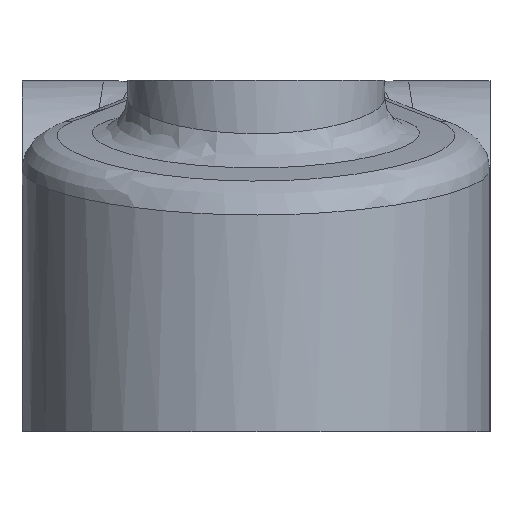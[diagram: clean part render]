
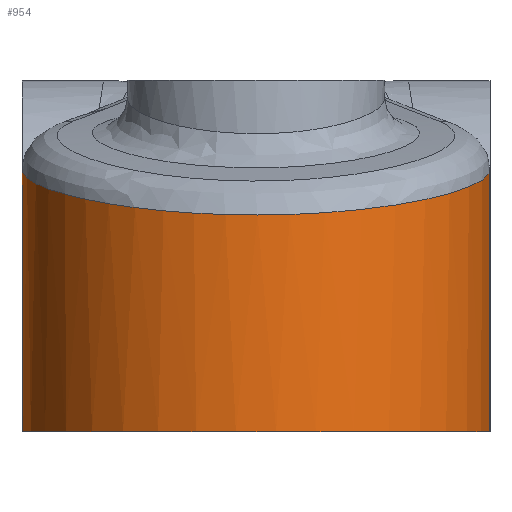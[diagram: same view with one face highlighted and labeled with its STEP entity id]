
A CAD part, left-side view. The second image highlights one B-rep face of the part: STEP entity #954.
In plain terms, the highlighted cylindrical face has radius 20 mm (diameter 40 mm), a partial arc.
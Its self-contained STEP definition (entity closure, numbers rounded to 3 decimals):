
#75=LINE('',#1730,#91);
#76=LINE('',#1759,#92);
#91=VECTOR('',#1164,1000.);
#92=VECTOR('',#1167,1000.);
#111=CIRCLE('',#1047,20.);
#212=ORIENTED_EDGE('',*,*,#496,.F.);
#213=ORIENTED_EDGE('',*,*,#497,.T.);
#214=ORIENTED_EDGE('',*,*,#498,.T.);
#215=ORIENTED_EDGE('',*,*,#499,.F.);
#496=EDGE_CURVE('',#638,#635,#75,.T.);
#497=EDGE_CURVE('',#638,#639,#710,.T.);
#498=EDGE_CURVE('',#639,#640,#76,.T.);
#499=EDGE_CURVE('',#635,#640,#111,.T.);
#635=VERTEX_POINT('',#1714);
#638=VERTEX_POINT('',#1729);
#639=VERTEX_POINT('',#1758);
#640=VERTEX_POINT('',#1760);
#710=B_SPLINE_CURVE_WITH_KNOTS('',3,(#1732,#1733,#1734,#1735,#1736,#1737,
#1738,#1739,#1740,#1741,#1742,#1743,#1744,#1745,#1746,#1747,#1748,#1749,
#1750,#1751,#1752,#1753,#1754,#1755,#1756,#1757),.UNSPECIFIED.,.F.,.F.,
(4,1,1,1,1,1,1,1,1,1,1,1,1,1,1,1,1,1,1,1,1,1,1,4),(0.,0.005,
0.01,0.015,0.018,0.02,
0.025,0.028,0.03,0.035,
0.038,0.04,0.045,0.048,
0.05,0.055,0.058,0.06,
0.065,0.068,0.07,0.073,
0.075,0.08),.UNSPECIFIED.);
#778=EDGE_LOOP('',(#212,#213,#214,#215));
#860=FACE_BOUND('',#778,.T.);
#931=CYLINDRICAL_SURFACE('',#1046,20.);
#954=ADVANCED_FACE('',(#860),#931,.T.);
#1046=AXIS2_PLACEMENT_3D('',#1731,#1165,#1166);
#1047=AXIS2_PLACEMENT_3D('',#1761,#1168,#1169);
#1164=DIRECTION('',(0.,0.,-1.));
#1165=DIRECTION('',(0.,0.,-1.));
#1166=DIRECTION('',(-1.,0.,0.));
#1167=DIRECTION('',(0.,0.,-1.));
#1168=DIRECTION('',(0.,0.,-1.));
#1169=DIRECTION('',(-1.,0.,0.));
#1714=CARTESIAN_POINT('',(-40.197,-18.313,0.));
#1729=CARTESIAN_POINT('',(-40.197,-18.313,23.578));
#1730=CARTESIAN_POINT('',(-40.197,-18.313,156.94));
#1731=CARTESIAN_POINT('',(-48.236,0.,0.));
#1732=CARTESIAN_POINT('',(-40.197,-18.313,23.578));
#1733=CARTESIAN_POINT('',(-41.727,-18.985,23.365));
#1734=CARTESIAN_POINT('',(-44.93,-19.931,22.897));
#1735=CARTESIAN_POINT('',(-49.885,-20.138,22.101));
#1736=CARTESIAN_POINT('',(-53.965,-19.284,21.386));
#1737=CARTESIAN_POINT('',(-56.988,-18.04,20.824));
#1738=CARTESIAN_POINT('',(-59.888,-16.403,20.266));
#1739=CARTESIAN_POINT('',(-62.405,-14.286,19.756));
#1740=CARTESIAN_POINT('',(-64.523,-11.696,19.312));
#1741=CARTESIAN_POINT('',(-66.277,-8.906,18.936));
#1742=CARTESIAN_POINT('',(-67.516,-5.756,18.664));
#1743=CARTESIAN_POINT('',(-68.132,-2.498,18.527));
#1744=CARTESIAN_POINT('',(-68.34,0.875,18.48));
#1745=CARTESIAN_POINT('',(-67.921,4.175,18.574));
#1746=CARTESIAN_POINT('',(-66.882,7.376,18.803));
#1747=CARTESIAN_POINT('',(-65.483,10.361,19.108));
#1748=CARTESIAN_POINT('',(-63.51,13.094,19.528));
#1749=CARTESIAN_POINT('',(-61.136,15.35,20.013));
#1750=CARTESIAN_POINT('',(-58.455,17.332,20.546));
#1751=CARTESIAN_POINT('',(-55.509,18.759,21.104));
#1752=CARTESIAN_POINT('',(-52.298,19.635,21.678));
#1753=CARTESIAN_POINT('',(-49.868,19.983,22.095));
#1754=CARTESIAN_POINT('',(-47.399,20.034,22.501));
#1755=CARTESIAN_POINT('',(-44.087,19.687,23.02));
#1756=CARTESIAN_POINT('',(-41.727,18.985,23.365));
#1757=CARTESIAN_POINT('',(-40.197,18.313,23.578));
#1758=CARTESIAN_POINT('',(-40.197,18.313,23.578));
#1759=CARTESIAN_POINT('',(-40.197,18.313,155.679));
#1760=CARTESIAN_POINT('',(-40.197,18.313,0.));
#1761=CARTESIAN_POINT('',(-48.236,0.,0.));
